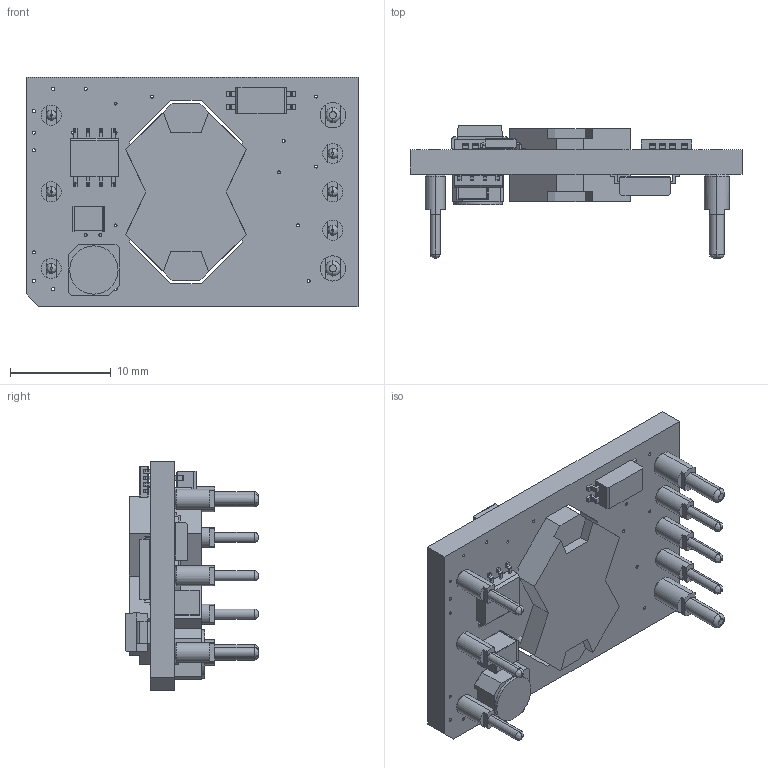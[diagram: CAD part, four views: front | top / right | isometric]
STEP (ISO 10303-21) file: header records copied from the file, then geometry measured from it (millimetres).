
FILE_DESCRIPTION(('FreeCAD Model'),'2;1');
FILE_NAME('RPA50S-W_ 3D_20190725.step','2019-07-25T14:48:45',('Author'),('' ),'Open CASCADE STEP processor 7.3','FreeCAD','Unknown');
FILE_SCHEMA(('AUTOMOTIVE_DESIGN { 1 0 10303 214 1 1 1 1 }'));
Length unit declared in the file: millimetre
Products named in the file (19): RPA50S-W_ASM018; RPA50S-W_Platine; RPA50S-W_ASM016; RPA50S-W_ASM011; RPA50S-W_ASM015; RPA50S-W_Pin_1; RPA50S-W_ASM013; RPA50S-W_ASM014; RPA50S-W_ASM017; RPA50S-W_ASM012; RPA50S-W_Pin_7; RPA50S-W_Pin_8; RPA50S-W_Pin_4; RPA50S-W_ASM009; RPA50S-W_Pin_6; RPA50S-W_ASM010; RPA50S-W_Pin_3; RPA50S-W_Pin_2; RPA50S-W_Pin_5
Bounding box: 33 x 13.19 x 22.8 mm (x, y, z)
Volume: 2782.7 mm3; surface area: 3946.8 mm2
Topology: 19 solids, 19 shells, 1012 faces, 2585 edges, 1656 vertices
Faces by surface type: plane 551, cylinder 375, sphere 38, torus 16, cone 16, bspline 16
Entity records: 31476 total; most frequent: CARTESIAN_POINT 5790, DIRECTION 5421, ORIENTED_EDGE 5170, EDGE_CURVE 2585, AXIS2_PLACEMENT_3D 1851, LINE 1719, VECTOR 1719, VERTEX_POINT 1656
